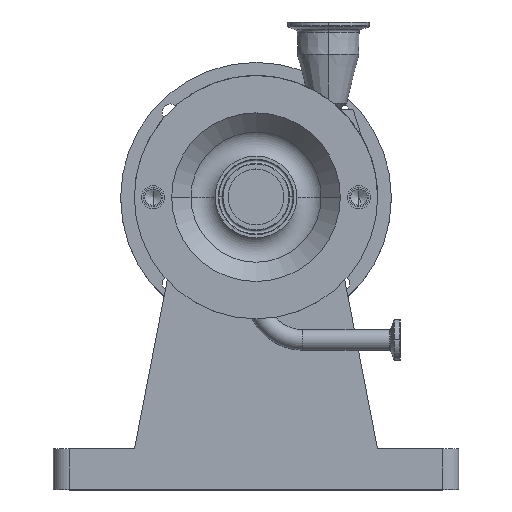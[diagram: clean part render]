
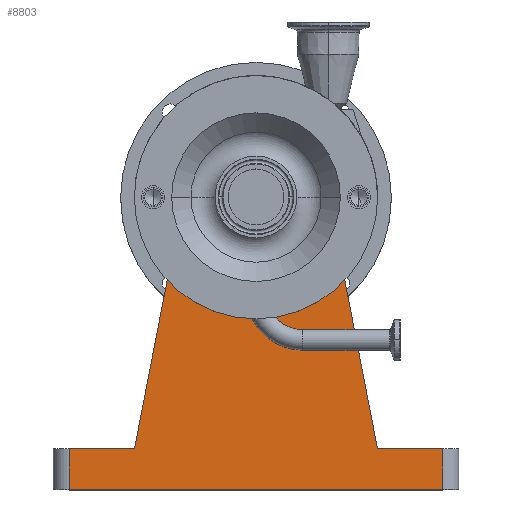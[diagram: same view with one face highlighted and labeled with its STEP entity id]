
A CAD part, top view. The second image highlights one B-rep face of the part: STEP entity #8803.
In plain terms, the highlighted planar face has unit normal (0, 0, 1).
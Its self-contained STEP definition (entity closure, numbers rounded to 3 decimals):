
#366 = VECTOR ( 'NONE', #367, 1000. ) ;
#367 = DIRECTION ( 'NONE',  ( 0., -1., 0. ) ) ;
#368 = CARTESIAN_POINT ( 'NONE',  ( -115., -155., 125. ) ) ;
#858 = LINE ( 'NONE', #368, #366 ) ;
#1351 = DIRECTION ( 'NONE',  ( -0.191, -0.982, 0. ) ) ;
#1352 = VECTOR ( 'NONE', #1351, 1000. ) ;
#1357 = DIRECTION ( 'NONE',  ( -1., 0., 0. ) ) ;
#1358 = DIRECTION ( 'NONE',  ( 0., 0., -1. ) ) ;
#1359 = CARTESIAN_POINT ( 'NONE',  ( 125., -155., 125. ) ) ;
#1360 = CARTESIAN_POINT ( 'NONE',  ( -47.697, -15., 125. ) ) ;
#1361 = LINE ( 'NONE', #1360, #1352 ) ;
#1363 = AXIS2_PLACEMENT_3D ( 'NONE', #1359, #1358, #1357 ) ;
#1372 = FACE_OUTER_BOUND ( 'NONE', #8845, .T. ) ;
#1376 = PLANE ( 'NONE',  #1363 ) ;
#1463 = DIRECTION ( 'NONE',  ( -0.191, 0.982, 0. ) ) ;
#1465 = VECTOR ( 'NONE', #1463, 1000. ) ;
#1466 = CARTESIAN_POINT ( 'NONE',  ( 74.91, -155., 125. ) ) ;
#1467 = LINE ( 'NONE', #1466, #1465 ) ;
#4128 = CARTESIAN_POINT ( 'NONE',  ( 47.697, -15., 125. ) ) ;
#4386 = CARTESIAN_POINT ( 'NONE',  ( -47.697, -15., 125. ) ) ;
#4896 = CIRCLE ( 'NONE', #4949, 50. ) ;
#4946 = DIRECTION ( 'NONE',  ( 1., 0., 0. ) ) ;
#4947 = DIRECTION ( 'NONE',  ( 0., 0., -1. ) ) ;
#4948 = CARTESIAN_POINT ( 'NONE',  ( 0., 0., 125. ) ) ;
#4949 = AXIS2_PLACEMENT_3D ( 'NONE', #4948, #4947, #4946 ) ;
#5768 = VERTEX_POINT ( 'NONE', #4128 ) ;
#5846 = VERTEX_POINT ( 'NONE', #4386 ) ;
#6144 = EDGE_CURVE ( 'NONE', #5768, #5846, #4896, .T. ) ;
#6807 = LINE ( 'NONE', #6854, #6837 ) ;
#6821 = CARTESIAN_POINT ( 'NONE',  ( 115., -180., 125. ) ) ;
#6837 = VECTOR ( 'NONE', #6853, 1000. ) ;
#6853 = DIRECTION ( 'NONE',  ( 0., 1., 0. ) ) ;
#6854 = CARTESIAN_POINT ( 'NONE',  ( 115., -155., 125. ) ) ;
#6861 = CARTESIAN_POINT ( 'NONE',  ( 115., -155., 125. ) ) ;
#6872 = CARTESIAN_POINT ( 'NONE',  ( -115., -155., 125. ) ) ;
#6915 = DIRECTION ( 'NONE',  ( 1., 0., 0. ) ) ;
#6916 = VECTOR ( 'NONE', #6915, 1000. ) ;
#6917 = CARTESIAN_POINT ( 'NONE',  ( 125., -180., 125. ) ) ;
#6918 = LINE ( 'NONE', #6917, #6916 ) ;
#6919 = CARTESIAN_POINT ( 'NONE',  ( -115., -180., 125. ) ) ;
#6986 = CARTESIAN_POINT ( 'NONE',  ( -74.91, -155., 125. ) ) ;
#6998 = DIRECTION ( 'NONE',  ( 1., 0., 0. ) ) ;
#6999 = VECTOR ( 'NONE', #6998, 1000. ) ;
#7000 = CARTESIAN_POINT ( 'NONE',  ( 125., -155., 125. ) ) ;
#7003 = LINE ( 'NONE', #7000, #6999 ) ;
#7016 = DIRECTION ( 'NONE',  ( 1., 0., 0. ) ) ;
#7017 = VECTOR ( 'NONE', #7016, 1000. ) ;
#7018 = CARTESIAN_POINT ( 'NONE',  ( 74.91, -155., 125. ) ) ;
#7019 = CARTESIAN_POINT ( 'NONE',  ( 125., -155., 125. ) ) ;
#7020 = LINE ( 'NONE', #7019, #7017 ) ;
#8365 = ORIENTED_EDGE ( 'NONE', *, *, #9830, .T. ) ;
#8523 = EDGE_CURVE ( 'NONE', #9827, #9849, #858, .T. ) ;
#8786 = ORIENTED_EDGE ( 'NONE', *, *, #6144, .T. ) ;
#8800 = ORIENTED_EDGE ( 'NONE', *, *, #9900, .F. ) ;
#8803 = ADVANCED_FACE ( 'NONE', ( #1372 ), #1376, .F. ) ;
#8804 = EDGE_CURVE ( 'NONE', #5846, #9906, #1361, .T. ) ;
#8845 = EDGE_LOOP ( 'NONE', ( #8800, #8847, #8365, #8861, #8846, #8979, #8786, #8982 ) ) ;
#8846 = ORIENTED_EDGE ( 'NONE', *, *, #9893, .F. ) ;
#8847 = ORIENTED_EDGE ( 'NONE', *, *, #8523, .T. ) ;
#8856 = EDGE_CURVE ( 'NONE', #9894, #5768, #1467, .T. ) ;
#8861 = ORIENTED_EDGE ( 'NONE', *, *, #9794, .T. ) ;
#8979 = ORIENTED_EDGE ( 'NONE', *, *, #8856, .T. ) ;
#8982 = ORIENTED_EDGE ( 'NONE', *, *, #8804, .T. ) ;
#9772 = VERTEX_POINT ( 'NONE', #6821 ) ;
#9785 = VERTEX_POINT ( 'NONE', #6861 ) ;
#9794 = EDGE_CURVE ( 'NONE', #9772, #9785, #6807, .T. ) ;
#9827 = VERTEX_POINT ( 'NONE', #6872 ) ;
#9830 = EDGE_CURVE ( 'NONE', #9849, #9772, #6918, .T. ) ;
#9849 = VERTEX_POINT ( 'NONE', #6919 ) ;
#9893 = EDGE_CURVE ( 'NONE', #9894, #9785, #7020, .T. ) ;
#9894 = VERTEX_POINT ( 'NONE', #7018 ) ;
#9900 = EDGE_CURVE ( 'NONE', #9827, #9906, #7003, .T. ) ;
#9906 = VERTEX_POINT ( 'NONE', #6986 ) ;
